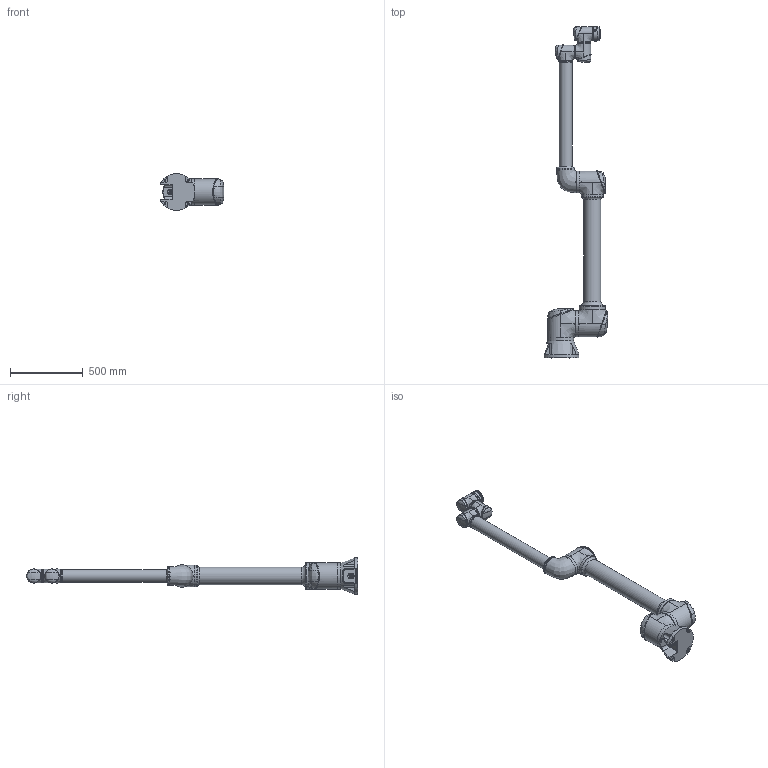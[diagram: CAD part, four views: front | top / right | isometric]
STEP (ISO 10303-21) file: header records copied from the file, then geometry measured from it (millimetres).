
FILE_DESCRIPTION (( 'STEP AP214' ), '1' );
FILE_NAME ('GCR16-2000-.STEP', '2024-02-05T05:08:36', ( '' ), ( '' ), 'SwSTEP 2.0', 'SolidWorks 2017', '' );
FILE_SCHEMA (( 'AUTOMOTIVE_DESIGN' ));
Length unit declared in the file: millimetre
Products named in the file (15): GCR16-J6_1; GCR16-J3_1; GCR16-J1_1; GCR16-J5_1; GCR16-J0_1; GCR16-J2_1; GCR16-2000-; GCR16-J4_1
Assembly tree (7 placements, depth 2):
  GCR16-J6_1
  GCR16-J0_1
  GCR16-J1_1
  GCR16-J2_1
  GCR16-2000-
    GCR16-J0_1
    GCR16-J1_1
    GCR16-J2_1
    GCR16-J3_1
    GCR16-J4_1
    GCR16-J5_1
    GCR16-J6_1
Bounding box: 439.77 x 2288 x 252 mm (x, y, z)
Volume: 28642451.3 mm3; surface area: 2232430.2 mm2
Topology: 31 solids, 50 shells, 1906 faces, 4674 edges, 3007 vertices
Faces by surface type: plane 934, cylinder 543, bspline 191, torus 118, cone 94, sphere 26
Full cylindrical faces by diameter (mm): 0.56 x1, 0.785 x1, 0.95 x1, 1.05 x1, 1.75 x1, 1.9 x1, 2 x4, 2.05 x2, 2.3 x1, 2.5 x12, 2.6 x12, 3 x19, 3.05 x1, 3.2 x3, 3.4 x6, 3.5 x2, 3.8 x13, 4.25 x1, 4.8 x2, 5 x6, 5.5 x6, 5.8 x1, 6 x14, 6.5 x1, 6.8 x2, 8 x1, 8.1 x1, 8.9 x2, 11 x7, 12 x4
Entity records: 196637 total; most frequent: CARTESIAN_POINT 154119, ORIENTED_EDGE 8551, DIRECTION 7964, EDGE_CURVE 4280, VERTEX_POINT 2913, AXIS2_PLACEMENT_3D 2894, EDGE_LOOP 2444, VECTOR 2176
